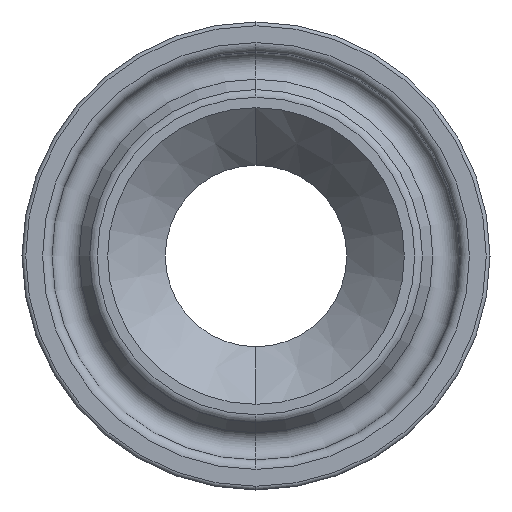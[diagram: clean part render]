
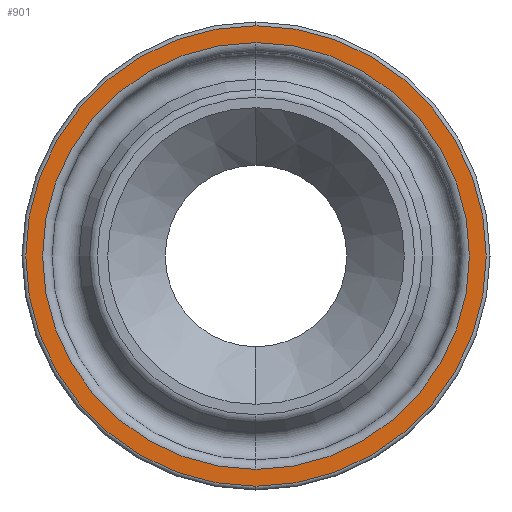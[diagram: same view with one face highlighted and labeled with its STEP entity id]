
A CAD part, left-side view. The second image highlights one B-rep face of the part: STEP entity #901.
In plain terms, the highlighted planar face has unit normal (-1, 0, 0).
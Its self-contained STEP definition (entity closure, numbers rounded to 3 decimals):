
#23 = PLANE ( 'NONE',  #344 ) ;
#26 = EDGE_CURVE ( 'NONE', #868, #795, #586, .T. ) ;
#57 = VERTEX_POINT ( 'NONE', #733 ) ;
#69 = EDGE_CURVE ( 'NONE', #1080, #57, #691, .T. ) ;
#91 = DIRECTION ( 'NONE',  ( -1., 0., 0. ) ) ;
#163 = AXIS2_PLACEMENT_3D ( 'NONE', #267, #91, #1037 ) ;
#192 = FACE_BOUND ( 'NONE', #553, .T. ) ;
#249 = AXIS2_PLACEMENT_3D ( 'NONE', #402, #479, #316 ) ;
#266 = DIRECTION ( 'NONE',  ( 1., 0., 0. ) ) ;
#267 = CARTESIAN_POINT ( 'NONE',  ( 0., 0., 0. ) ) ;
#310 = DIRECTION ( 'NONE',  ( 0., 0., 1. ) ) ;
#316 = DIRECTION ( 'NONE',  ( 0., 0., 1. ) ) ;
#344 = AXIS2_PLACEMENT_3D ( 'NONE', #356, #266, #619 ) ;
#354 = ORIENTED_EDGE ( 'NONE', *, *, #69, .T. ) ;
#356 = CARTESIAN_POINT ( 'NONE',  ( 0., 11.4, 0. ) ) ;
#402 = CARTESIAN_POINT ( 'NONE',  ( 0., 0., 0. ) ) ;
#429 = DIRECTION ( 'NONE',  ( 0., 0., 1. ) ) ;
#440 = CARTESIAN_POINT ( 'NONE',  ( 0., 0., 11.4 ) ) ;
#450 = ORIENTED_EDGE ( 'NONE', *, *, #26, .F. ) ;
#453 = AXIS2_PLACEMENT_3D ( 'NONE', #817, #648, #310 ) ;
#479 = DIRECTION ( 'NONE',  ( -1., 0., 0. ) ) ;
#526 = DIRECTION ( 'NONE',  ( -1., 0., 0. ) ) ;
#536 = CARTESIAN_POINT ( 'NONE',  ( 0., 0., -11.4 ) ) ;
#553 = EDGE_LOOP ( 'NONE', ( #450, #818 ) ) ;
#556 = CIRCLE ( 'NONE', #163, 11.4 ) ;
#586 = CIRCLE ( 'NONE', #249, 11.4 ) ;
#612 = EDGE_CURVE ( 'NONE', #795, #868, #556, .T. ) ;
#619 = DIRECTION ( 'NONE',  ( 0., 0., -1. ) ) ;
#648 = DIRECTION ( 'NONE',  ( -1., 0., 0. ) ) ;
#650 = CARTESIAN_POINT ( 'NONE',  ( 0., 0., -12.3 ) ) ;
#691 = CIRCLE ( 'NONE', #453, 12.3 ) ;
#694 = FACE_OUTER_BOUND ( 'NONE', #1094, .T. ) ;
#733 = CARTESIAN_POINT ( 'NONE',  ( 0., 0., 12.3 ) ) ;
#740 = AXIS2_PLACEMENT_3D ( 'NONE', #1026, #526, #429 ) ;
#795 = VERTEX_POINT ( 'NONE', #536 ) ;
#817 = CARTESIAN_POINT ( 'NONE',  ( 0., 0., 0. ) ) ;
#818 = ORIENTED_EDGE ( 'NONE', *, *, #612, .F. ) ;
#833 = EDGE_CURVE ( 'NONE', #57, #1080, #971, .T. ) ;
#868 = VERTEX_POINT ( 'NONE', #440 ) ;
#901 = ADVANCED_FACE ( 'NONE', ( #192, #694 ), #23, .F. ) ;
#971 = CIRCLE ( 'NONE', #740, 12.3 ) ;
#980 = ORIENTED_EDGE ( 'NONE', *, *, #833, .T. ) ;
#1026 = CARTESIAN_POINT ( 'NONE',  ( 0., 0., 0. ) ) ;
#1037 = DIRECTION ( 'NONE',  ( 0., 0., 1. ) ) ;
#1080 = VERTEX_POINT ( 'NONE', #650 ) ;
#1094 = EDGE_LOOP ( 'NONE', ( #980, #354 ) ) ;
